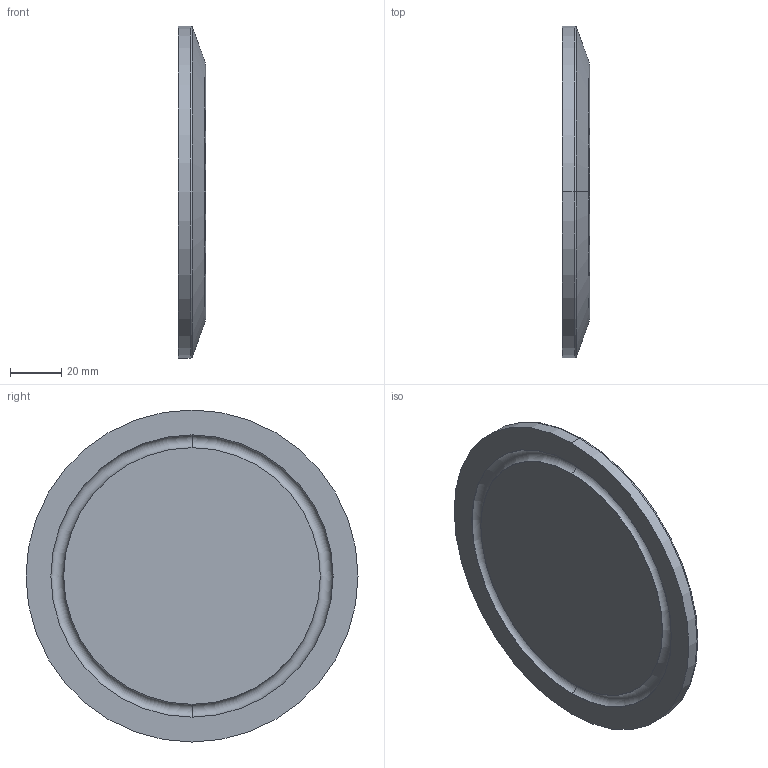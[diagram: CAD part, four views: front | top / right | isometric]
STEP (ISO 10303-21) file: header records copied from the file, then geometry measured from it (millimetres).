
FILE_DESCRIPTION (( 'STEP AP203' ), '1' );
FILE_NAME ('3D_R782mb_DN106_168404045.STEP', '2024-08-10T08:50:28', ( '' ), ( '' ), 'SwSTEP 2.0', 'SolidWorks 2024', '' );
FILE_SCHEMA (( 'CONFIG_CONTROL_DESIGN' ));
Length unit declared in the file: millimetre
Products named in the file (1): 3D_R782mb_DN106_168404045
Bounding box: 10.63 x 130 x 130 mm (x, y, z)
Volume: 122379.8 mm3; surface area: 30010.3 mm2
Topology: 1 solids, 1 shells, 17 faces, 32 edges, 18 vertices
Faces by surface type: torus 6, cylinder 6, plane 3, cone 2
Entity records: 507 total; most frequent: DIRECTION 92, CARTESIAN_POINT 68, ORIENTED_EDGE 64, AXIS2_PLACEMENT_3D 42, EDGE_CURVE 32, CIRCLE 24, VERTEX_POINT 18, EDGE_LOOP 18
